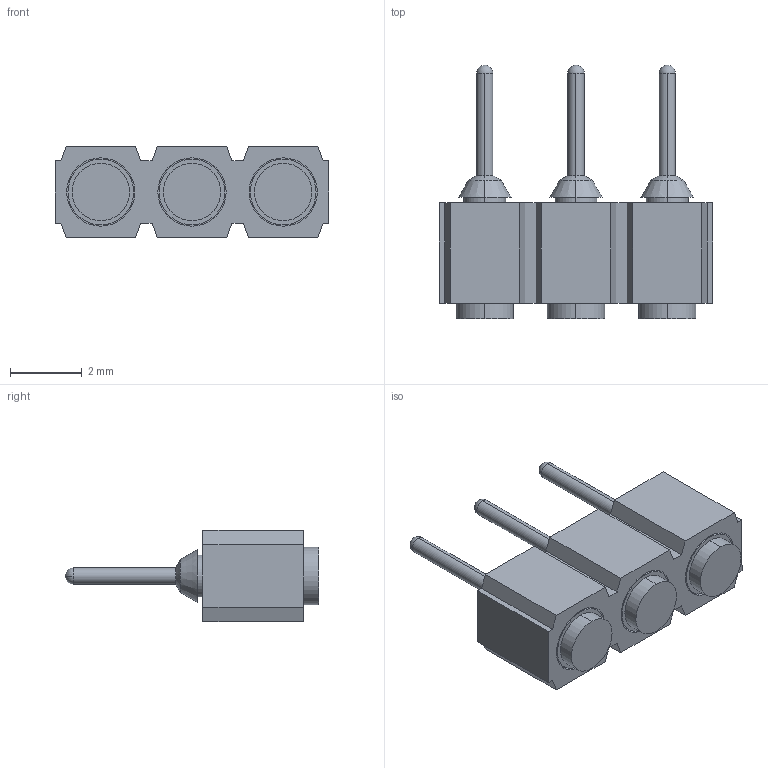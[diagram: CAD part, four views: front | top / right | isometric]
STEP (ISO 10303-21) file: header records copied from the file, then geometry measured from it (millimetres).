
FILE_DESCRIPTION (( 'STEP AP214' ), '1' );
FILE_NAME ('mill-max-329-10-103-00-560000.STEP', '2020-05-29T10:33:45', ( '' ), ( '' ), 'SwSTEP 2.0', 'SolidWorks 2019', '' );
FILE_SCHEMA (( 'AUTOMOTIVE_DESIGN' ));
Length unit declared in the file: inch
Products named in the file (3): mill-max-329-10-103-00-560000; P3XX-11-010-00-117000_P303-11-010-00-117000; 2956_2956-1-00-15-00-00-03-0
Assembly tree (4 placements, depth 2):
  mill-max-329-10-103-00-560000
    P3XX-11-010-00-117000_P303-11-010-00-117000
    2956_2956-1-00-15-00-00-03-0  x3
Bounding box: 7.62 x 7.06 x 2.54 mm (x, y, z)
Volume: 52.5 mm3; surface area: 212.3 mm2
Topology: 4 solids, 4 shells, 123 faces, 282 edges, 173 vertices
Faces by surface type: cylinder 48, plane 45, cone 24, sphere 6
Entity records: 2426 total; most frequent: DIRECTION 424, CARTESIAN_POINT 393, ORIENTED_EDGE 376, EDGE_CURVE 188, AXIS2_PLACEMENT_3D 150, LINE 124, VECTOR 124, VERTEX_POINT 119
